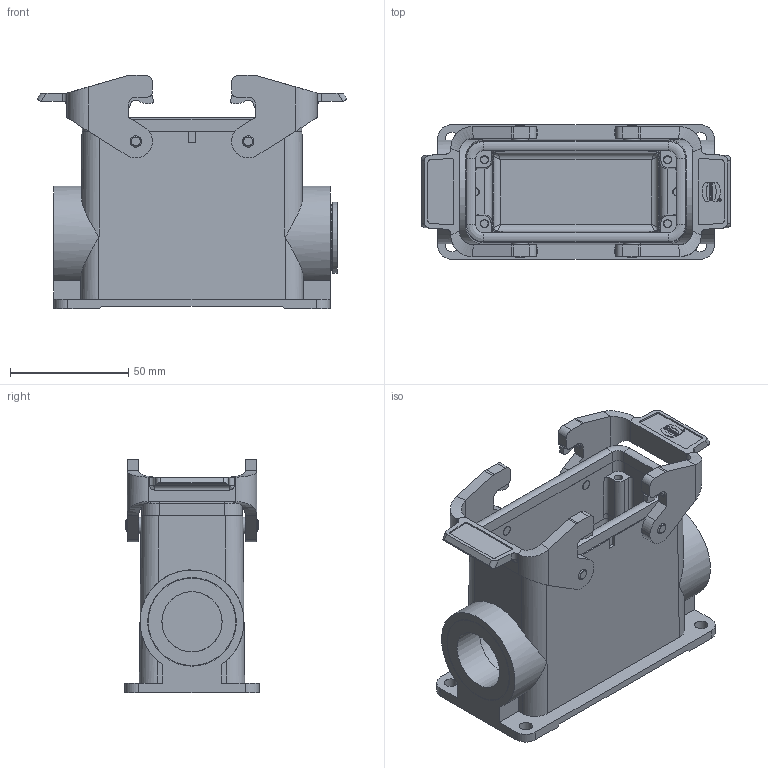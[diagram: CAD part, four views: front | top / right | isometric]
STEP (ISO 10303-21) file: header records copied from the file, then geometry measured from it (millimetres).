
FILE_DESCRIPTION((''),'2;1');
FILE_NAME('05300160262.stp','2020-07-07T13:30:56',('e.eickhoff'),(''),'Autodesk Inventor 2012','Autodesk Inventor 2012','');
FILE_SCHEMA(('AUTOMOTIVE_DESIGN { 1 0 10303 214 1 1 1 1 }'));
Length unit declared in the file: millimetre
Products named in the file (4): 05300160262; M25-PG29 Adapter; KBRM25
Assembly tree (4 placements, depth 2):
  05300160262
    05300160262
    M25-PG29 Adapter  x2
    KBRM25
Bounding box: 130.9 x 57 x 98.8 mm (x, y, z)
Volume: 168664.3 mm3; surface area: 79682.4 mm2
Topology: 6 solids, 6 shells, 539 faces, 1436 edges, 936 vertices
Faces by surface type: plane 307, cylinder 171, cone 30, bspline 22, torus 9
Full cylindrical faces by diameter (mm): 4 x4, 4.8 x4, 5.6 x4, 7 x4, 25.5 x3, 28 x1, 30 x1, 32 x2, 37 x2, 37.5 x2
Entity records: 18263 total; most frequent: CARTESIAN_POINT 4360, ORIENTED_EDGE 2718, DIRECTION 2717, EDGE_CURVE 1359, AXIS2_PLACEMENT_3D 913, VERTEX_POINT 909, VECTOR 891, LINE 891
